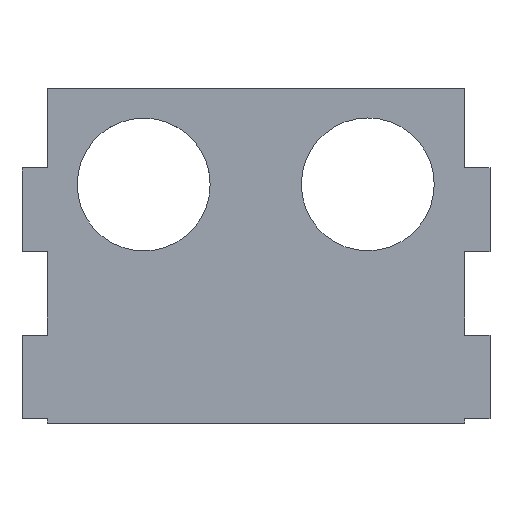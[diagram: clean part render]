
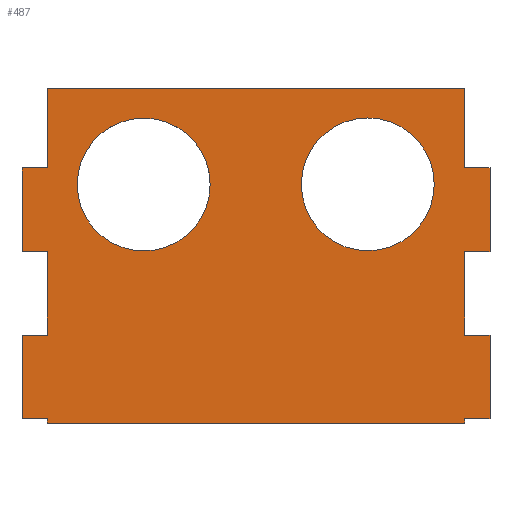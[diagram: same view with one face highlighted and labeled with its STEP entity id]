
A CAD part, top view. The second image highlights one B-rep face of the part: STEP entity #487.
In plain terms, the highlighted planar face has unit normal (0, 0, 1).
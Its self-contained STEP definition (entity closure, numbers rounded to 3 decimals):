
#15=FACE_BOUND('',#88,.T.);
#16=FACE_BOUND('',#89,.T.);
#39=PLANE('',#535);
#63=FACE_OUTER_BOUND('',#87,.T.);
#87=EDGE_LOOP('',(#419,#420,#421,#422,#423,#424,#425,#426,#427,#428,#429,
#430,#431,#432,#433,#434,#435,#436,#437,#438));
#88=EDGE_LOOP('',(#439));
#89=EDGE_LOOP('',(#440));
#97=LINE('',#677,#159);
#100=LINE('',#683,#162);
#103=LINE('',#689,#165);
#106=LINE('',#695,#168);
#109=LINE('',#701,#171);
#112=LINE('',#707,#174);
#115=LINE('',#713,#177);
#118=LINE('',#719,#180);
#121=LINE('',#725,#183);
#124=LINE('',#731,#186);
#127=LINE('',#737,#189);
#130=LINE('',#743,#192);
#133=LINE('',#749,#195);
#136=LINE('',#755,#198);
#139=LINE('',#761,#201);
#142=LINE('',#767,#204);
#145=LINE('',#773,#207);
#148=LINE('',#779,#210);
#151=LINE('',#785,#213);
#154=LINE('',#789,#216);
#159=VECTOR('',#557,10.);
#162=VECTOR('',#562,10.);
#165=VECTOR('',#567,10.);
#168=VECTOR('',#572,10.);
#171=VECTOR('',#577,10.);
#174=VECTOR('',#582,10.);
#177=VECTOR('',#587,10.);
#180=VECTOR('',#592,10.);
#183=VECTOR('',#597,10.);
#186=VECTOR('',#602,10.);
#189=VECTOR('',#607,10.);
#192=VECTOR('',#612,10.);
#195=VECTOR('',#617,10.);
#198=VECTOR('',#622,10.);
#201=VECTOR('',#627,10.);
#204=VECTOR('',#632,10.);
#207=VECTOR('',#637,10.);
#210=VECTOR('',#642,10.);
#213=VECTOR('',#647,10.);
#216=VECTOR('',#652,10.);
#217=CIRCLE('',#510,7.95);
#219=CIRCLE('',#513,7.95);
#221=VERTEX_POINT('',#659);
#223=VERTEX_POINT('',#665);
#227=VERTEX_POINT('',#674);
#228=VERTEX_POINT('',#676);
#230=VERTEX_POINT('',#682);
#232=VERTEX_POINT('',#688);
#234=VERTEX_POINT('',#694);
#236=VERTEX_POINT('',#700);
#238=VERTEX_POINT('',#706);
#240=VERTEX_POINT('',#712);
#242=VERTEX_POINT('',#718);
#244=VERTEX_POINT('',#724);
#246=VERTEX_POINT('',#730);
#248=VERTEX_POINT('',#736);
#250=VERTEX_POINT('',#742);
#252=VERTEX_POINT('',#748);
#254=VERTEX_POINT('',#754);
#256=VERTEX_POINT('',#760);
#258=VERTEX_POINT('',#766);
#260=VERTEX_POINT('',#772);
#262=VERTEX_POINT('',#778);
#264=VERTEX_POINT('',#784);
#265=EDGE_CURVE('',#221,#221,#217,.T.);
#268=EDGE_CURVE('',#223,#223,#219,.T.);
#273=EDGE_CURVE('',#228,#227,#97,.T.);
#276=EDGE_CURVE('',#230,#228,#100,.T.);
#279=EDGE_CURVE('',#232,#230,#103,.T.);
#282=EDGE_CURVE('',#234,#232,#106,.T.);
#285=EDGE_CURVE('',#236,#234,#109,.T.);
#288=EDGE_CURVE('',#238,#236,#112,.T.);
#291=EDGE_CURVE('',#240,#238,#115,.T.);
#294=EDGE_CURVE('',#242,#240,#118,.T.);
#297=EDGE_CURVE('',#244,#242,#121,.T.);
#300=EDGE_CURVE('',#246,#244,#124,.T.);
#303=EDGE_CURVE('',#248,#246,#127,.T.);
#306=EDGE_CURVE('',#250,#248,#130,.T.);
#309=EDGE_CURVE('',#252,#250,#133,.T.);
#312=EDGE_CURVE('',#254,#252,#136,.T.);
#315=EDGE_CURVE('',#256,#254,#139,.T.);
#318=EDGE_CURVE('',#258,#256,#142,.T.);
#321=EDGE_CURVE('',#260,#258,#145,.T.);
#324=EDGE_CURVE('',#262,#260,#148,.T.);
#327=EDGE_CURVE('',#264,#262,#151,.T.);
#330=EDGE_CURVE('',#227,#264,#154,.T.);
#419=ORIENTED_EDGE('',*,*,#330,.T.);
#420=ORIENTED_EDGE('',*,*,#327,.T.);
#421=ORIENTED_EDGE('',*,*,#324,.T.);
#422=ORIENTED_EDGE('',*,*,#321,.T.);
#423=ORIENTED_EDGE('',*,*,#318,.T.);
#424=ORIENTED_EDGE('',*,*,#315,.T.);
#425=ORIENTED_EDGE('',*,*,#312,.T.);
#426=ORIENTED_EDGE('',*,*,#309,.T.);
#427=ORIENTED_EDGE('',*,*,#306,.T.);
#428=ORIENTED_EDGE('',*,*,#303,.T.);
#429=ORIENTED_EDGE('',*,*,#300,.T.);
#430=ORIENTED_EDGE('',*,*,#297,.T.);
#431=ORIENTED_EDGE('',*,*,#294,.T.);
#432=ORIENTED_EDGE('',*,*,#291,.T.);
#433=ORIENTED_EDGE('',*,*,#288,.T.);
#434=ORIENTED_EDGE('',*,*,#285,.T.);
#435=ORIENTED_EDGE('',*,*,#282,.T.);
#436=ORIENTED_EDGE('',*,*,#279,.T.);
#437=ORIENTED_EDGE('',*,*,#276,.T.);
#438=ORIENTED_EDGE('',*,*,#273,.T.);
#439=ORIENTED_EDGE('',*,*,#265,.T.);
#440=ORIENTED_EDGE('',*,*,#268,.T.);
#487=ADVANCED_FACE('',(#63,#15,#16),#39,.T.);
#510=AXIS2_PLACEMENT_3D('',#660,#541,#542);
#513=AXIS2_PLACEMENT_3D('',#666,#548,#549);
#535=AXIS2_PLACEMENT_3D('',#790,#653,#654);
#541=DIRECTION('center_axis',(0.,0.,-1.));
#542=DIRECTION('ref_axis',(-1.,0.,0.));
#548=DIRECTION('center_axis',(0.,0.,-1.));
#549=DIRECTION('ref_axis',(-1.,0.,0.));
#557=DIRECTION('',(0.,1.,0.));
#562=DIRECTION('',(-1.,0.,0.));
#567=DIRECTION('',(0.,1.,0.));
#572=DIRECTION('',(1.,0.,0.));
#577=DIRECTION('',(0.,1.,0.));
#582=DIRECTION('',(-1.,0.,0.));
#587=DIRECTION('',(0.,1.,0.));
#592=DIRECTION('',(1.,0.,0.));
#597=DIRECTION('',(0.,1.,0.));
#602=DIRECTION('',(1.,0.,0.));
#607=DIRECTION('',(0.,-1.,0.));
#612=DIRECTION('',(1.,0.,0.));
#617=DIRECTION('',(0.,-1.,0.));
#622=DIRECTION('',(-1.,0.,0.));
#627=DIRECTION('',(0.,-1.,0.));
#632=DIRECTION('',(1.,0.,0.));
#637=DIRECTION('',(0.,-1.,0.));
#642=DIRECTION('',(-1.,0.,0.));
#647=DIRECTION('',(0.,-1.,0.));
#652=DIRECTION('',(-1.,0.,0.));
#653=DIRECTION('center_axis',(0.,0.,1.));
#654=DIRECTION('ref_axis',(1.,0.,0.));
#659=CARTESIAN_POINT('',(-5.489,8.55,2.5));
#660=CARTESIAN_POINT('Origin',(-13.439,8.55,2.5));
#665=CARTESIAN_POINT('',(21.324,8.568,2.5));
#666=CARTESIAN_POINT('Origin',(13.374,8.568,2.5));
#674=CARTESIAN_POINT('',(25.,20.,2.5));
#676=CARTESIAN_POINT('',(25.,10.53,2.5));
#677=CARTESIAN_POINT('',(25.,10.53,2.5));
#682=CARTESIAN_POINT('',(28.,10.53,2.5));
#683=CARTESIAN_POINT('',(28.,10.53,2.5));
#688=CARTESIAN_POINT('',(28.,0.53,2.5));
#689=CARTESIAN_POINT('',(28.,0.53,2.5));
#694=CARTESIAN_POINT('',(25.,0.53,2.5));
#695=CARTESIAN_POINT('',(25.,0.53,2.5));
#700=CARTESIAN_POINT('',(25.,-9.47,2.5));
#701=CARTESIAN_POINT('',(25.,-9.47,2.5));
#706=CARTESIAN_POINT('',(28.,-9.47,2.5));
#707=CARTESIAN_POINT('',(28.,-9.47,2.5));
#712=CARTESIAN_POINT('',(28.,-19.47,2.5));
#713=CARTESIAN_POINT('',(28.,-19.47,2.5));
#718=CARTESIAN_POINT('',(25.,-19.47,2.5));
#719=CARTESIAN_POINT('',(24.338,-19.47,2.5));
#724=CARTESIAN_POINT('',(25.,-20.,2.5));
#725=CARTESIAN_POINT('',(25.,-20.,2.5));
#730=CARTESIAN_POINT('',(-25.,-20.,2.5));
#731=CARTESIAN_POINT('',(-25.,-20.,2.5));
#736=CARTESIAN_POINT('',(-25.,-19.47,2.5));
#737=CARTESIAN_POINT('',(-25.,-19.47,2.5));
#742=CARTESIAN_POINT('',(-28.,-19.47,2.5));
#743=CARTESIAN_POINT('',(-28.,-19.47,2.5));
#748=CARTESIAN_POINT('',(-28.,-9.47,2.5));
#749=CARTESIAN_POINT('',(-28.,-9.47,2.5));
#754=CARTESIAN_POINT('',(-25.,-9.47,2.5));
#755=CARTESIAN_POINT('',(-25.,-9.47,2.5));
#760=CARTESIAN_POINT('',(-25.,0.53,2.5));
#761=CARTESIAN_POINT('',(-25.,0.53,2.5));
#766=CARTESIAN_POINT('',(-28.,0.53,2.5));
#767=CARTESIAN_POINT('',(-28.,0.53,2.5));
#772=CARTESIAN_POINT('',(-28.,10.53,2.5));
#773=CARTESIAN_POINT('',(-28.,10.53,2.5));
#778=CARTESIAN_POINT('',(-25.,10.53,2.5));
#779=CARTESIAN_POINT('',(-25.,10.53,2.5));
#784=CARTESIAN_POINT('',(-25.,20.,2.5));
#785=CARTESIAN_POINT('',(-25.,20.,2.5));
#789=CARTESIAN_POINT('',(25.,20.,2.5));
#790=CARTESIAN_POINT('Origin',(0.,-0.526,2.5));
